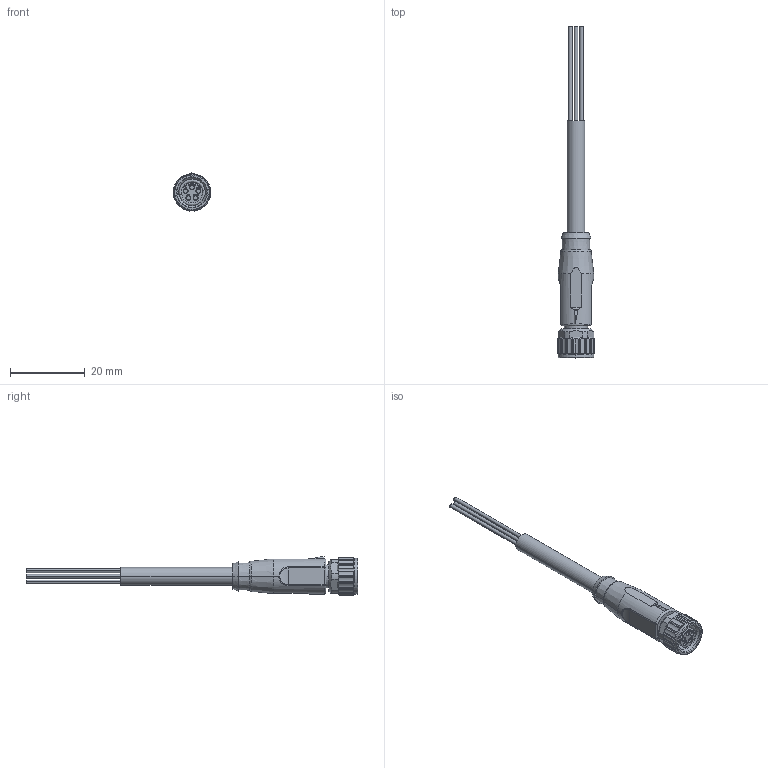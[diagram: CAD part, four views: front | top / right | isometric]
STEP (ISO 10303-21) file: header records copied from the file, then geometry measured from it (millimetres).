
FILE_DESCRIPTION (( 'STEP AP203' ), '1' );
FILE_NAME ('7000-08941-6951000.step', '2020-01-15T19:06:13', ( '' ), ( '' ), 'SwSTEP 2.0', 'SolidWorks 2019', '' );
FILE_SCHEMA (( 'CONFIG_CONTROL_DESIGN' ));
Length unit declared in the file: inch
Products named in the file (1): 7000-08941-6951000
Bounding box: 10.08 x 89 x 10.22 mm (x, y, z)
Volume: 2629.3 mm3; surface area: 2297.4 mm2
Topology: 1 solids, 1 shells, 285 faces, 714 edges, 462 vertices
Faces by surface type: cylinder 127, plane 111, cone 25, bspline 22
Entity records: 9615 total; most frequent: CARTESIAN_POINT 2922, ORIENTED_EDGE 1428, DIRECTION 1342, EDGE_CURVE 714, AXIS2_PLACEMENT_3D 553, VERTEX_POINT 462, EDGE_LOOP 318, CIRCLE 289
